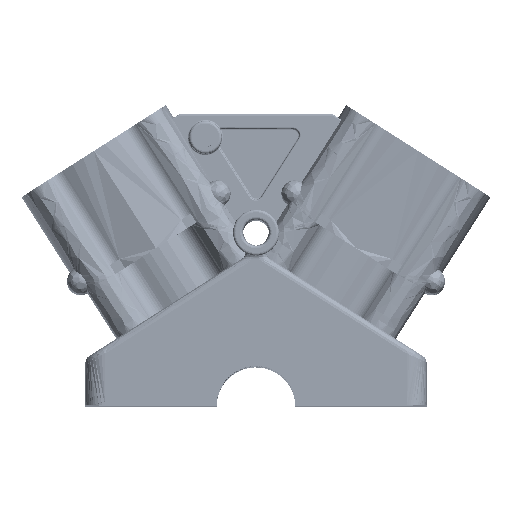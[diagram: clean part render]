
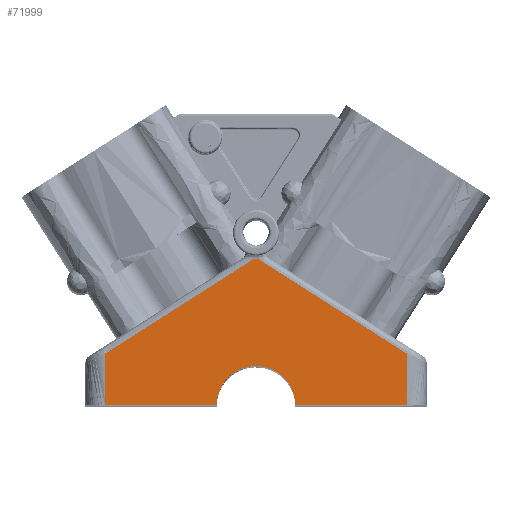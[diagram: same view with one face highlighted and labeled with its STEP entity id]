
A CAD part, top view. The second image highlights one B-rep face of the part: STEP entity #71999.
In plain terms, the highlighted free-form (B-spline) face has degree [1, 1] with [2, 2] control points.
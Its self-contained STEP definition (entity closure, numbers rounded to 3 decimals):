
#51930 = VERTEX_POINT('',#51931);
#51931 = CARTESIAN_POINT('',(130.613,0.,
    374.802));
#51937 = EDGE_CURVE('',#51930,#51938,#51940,.T.);
#51938 = VERTEX_POINT('',#51939);
#51939 = CARTESIAN_POINT('',(34.073,0.,
    374.802));
#51940 = B_SPLINE_CURVE_WITH_KNOTS('',1,(#51941,#51942),.UNSPECIFIED.,
  .F.,.F.,(2,2),(-245.,-160.),.PIECEWISE_BEZIER_KNOTS.);
#51941 = CARTESIAN_POINT('',(130.613,0.,
    374.802));
#51942 = CARTESIAN_POINT('',(34.073,0.,
    374.802));
#63212 = EDGE_CURVE('',#63213,#63215,#63217,.T.);
#63213 = VERTEX_POINT('',#63214);
#63214 = CARTESIAN_POINT('',(-34.073,0.,
    374.802));
#63215 = VERTEX_POINT('',#63216);
#63216 = CARTESIAN_POINT('',(-130.613,0.,
    374.802));
#63217 = B_SPLINE_CURVE_WITH_KNOTS('',1,(#63218,#63219),.UNSPECIFIED.,
  .F.,.F.,(2,2),(-100.,-15.),.PIECEWISE_BEZIER_KNOTS.);
#63218 = CARTESIAN_POINT('',(-34.073,0.,
    374.802));
#63219 = CARTESIAN_POINT('',(-130.613,0.,
    374.802));
#71999 = ADVANCED_FACE('',(#72000),#72046,.F.);
#72000 = FACE_BOUND('',#72001,.T.);
#72001 = EDGE_LOOP('',(#72002,#72009,#72016,#72024,#72031,#72036,#72037,
    #72045));
#72002 = ORIENTED_EDGE('',*,*,#72003,.T.);
#72003 = EDGE_CURVE('',#51930,#72004,#72006,.T.);
#72004 = VERTEX_POINT('',#72005);
#72005 = CARTESIAN_POINT('',(130.613,44.723,
    374.802));
#72006 = B_SPLINE_CURVE_WITH_KNOTS('',1,(#72007,#72008),.UNSPECIFIED.,
  .F.,.F.,(2,2),(-35.75,3.628),
  .PIECEWISE_BEZIER_KNOTS.);
#72007 = CARTESIAN_POINT('',(130.613,0.,
    374.802));
#72008 = CARTESIAN_POINT('',(130.613,44.723,
    374.802));
#72009 = ORIENTED_EDGE('',*,*,#72010,.T.);
#72010 = EDGE_CURVE('',#72004,#72011,#72013,.T.);
#72011 = VERTEX_POINT('',#72012);
#72012 = CARTESIAN_POINT('',(1.667,126.871,
    374.802));
#72013 = B_SPLINE_CURVE_WITH_KNOTS('',1,(#72014,#72015),.UNSPECIFIED.,
  .F.,.F.,(2,2),(-126.76,7.854),
  .PIECEWISE_BEZIER_KNOTS.);
#72014 = CARTESIAN_POINT('',(130.613,44.723,
    374.802));
#72015 = CARTESIAN_POINT('',(1.667,126.871,
    374.802));
#72016 = ORIENTED_EDGE('',*,*,#72017,.T.);
#72017 = EDGE_CURVE('',#72011,#72018,#72020,.T.);
#72018 = VERTEX_POINT('',#72019);
#72019 = CARTESIAN_POINT('',(-1.667,126.871,
    374.802));
#72020 = ( BOUNDED_CURVE() B_SPLINE_CURVE(2,(#72021,#72022,#72023),
.UNSPECIFIED.,.F.,.F.) B_SPLINE_CURVE_WITH_KNOTS((3,3),(3.068,
3.215),.PIECEWISE_BEZIER_KNOTS.) CURVE() 
GEOMETRIC_REPRESENTATION_ITEM() RATIONAL_B_SPLINE_CURVE((1.,
0.997,1.)) REPRESENTATION_ITEM('') );
#72021 = CARTESIAN_POINT('',(1.667,126.871,
    374.802));
#72022 = CARTESIAN_POINT('',(0.,126.749,
    374.802));
#72023 = CARTESIAN_POINT('',(-1.667,126.871,
    374.802));
#72024 = ORIENTED_EDGE('',*,*,#72025,.T.);
#72025 = EDGE_CURVE('',#72018,#72026,#72028,.T.);
#72026 = VERTEX_POINT('',#72027);
#72027 = CARTESIAN_POINT('',(-130.613,44.723,
    374.802));
#72028 = B_SPLINE_CURVE_WITH_KNOTS('',1,(#72029,#72030),.UNSPECIFIED.,
  .F.,.F.,(2,2),(13.718,148.333),
  .PIECEWISE_BEZIER_KNOTS.);
#72029 = CARTESIAN_POINT('',(-1.667,126.871,
    374.802));
#72030 = CARTESIAN_POINT('',(-130.613,44.723,
    374.802));
#72031 = ORIENTED_EDGE('',*,*,#72032,.T.);
#72032 = EDGE_CURVE('',#72026,#63215,#72033,.T.);
#72033 = B_SPLINE_CURVE_WITH_KNOTS('',1,(#72034,#72035),.UNSPECIFIED.,
  .F.,.F.,(2,2),(-39.377,0.),
  .PIECEWISE_BEZIER_KNOTS.);
#72034 = CARTESIAN_POINT('',(-130.613,44.723,
    374.802));
#72035 = CARTESIAN_POINT('',(-130.613,0.,
    374.802));
#72036 = ORIENTED_EDGE('',*,*,#63212,.F.);
#72037 = ORIENTED_EDGE('',*,*,#72038,.F.);
#72038 = EDGE_CURVE('',#51938,#63213,#72039,.T.);
#72039 = ( BOUNDED_CURVE() B_SPLINE_CURVE(2,(#72040,#72041,#72042,#72043
,#72044),.UNSPECIFIED.,.F.,.F.) B_SPLINE_CURVE_WITH_KNOTS((3,2,3),(0.,
1.571,3.142),.PIECEWISE_BEZIER_KNOTS.) CURVE() 
GEOMETRIC_REPRESENTATION_ITEM() RATIONAL_B_SPLINE_CURVE((1.,
0.707,1.,0.707,1.)) REPRESENTATION_ITEM('') );
#72040 = CARTESIAN_POINT('',(34.073,0.,374.802));
#72041 = CARTESIAN_POINT('',(34.073,34.073,
    374.802));
#72042 = CARTESIAN_POINT('',(0.,34.073,
    374.802));
#72043 = CARTESIAN_POINT('',(-34.073,34.073,
    374.802));
#72044 = CARTESIAN_POINT('',(-34.073,0.,
    374.802));
#72045 = ORIENTED_EDGE('',*,*,#51937,.F.);
#72046 = B_SPLINE_SURFACE_WITH_KNOTS('',1,1,(
    (#72047,#72048)
    ,(#72049,#72050
    )),.UNSPECIFIED.,.F.,.F.,.F.,(2,2),(2,2),(-114.859,
    -3.154),(-127.789,102.211),
  .PIECEWISE_BEZIER_KNOTS.);
#72047 = CARTESIAN_POINT('',(-130.613,0.,374.802));
#72048 = CARTESIAN_POINT('',(130.613,0.,374.802));
#72049 = CARTESIAN_POINT('',(-130.613,126.871,
    374.802));
#72050 = CARTESIAN_POINT('',(130.613,126.871,
    374.802));
